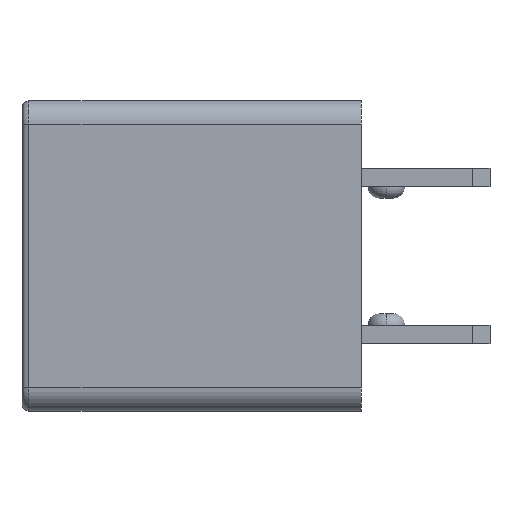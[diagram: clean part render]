
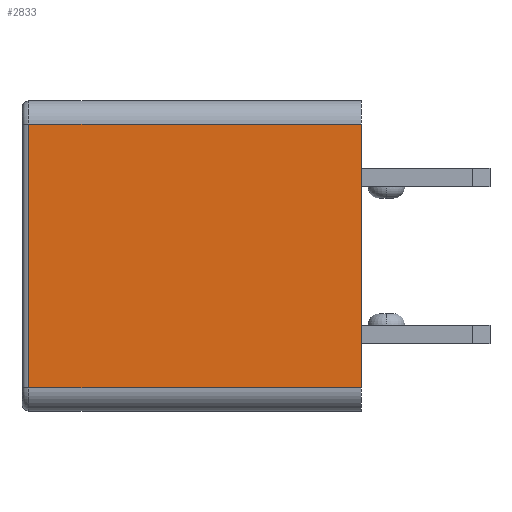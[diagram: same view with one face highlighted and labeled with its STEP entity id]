
A CAD part, left-side view. The second image highlights one B-rep face of the part: STEP entity #2833.
In plain terms, the highlighted planar face has unit normal (-1, 0, 0).
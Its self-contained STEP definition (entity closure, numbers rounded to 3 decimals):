
#147 = VERTEX_POINT ( 'NONE', #3915 ) ;
#192 = CARTESIAN_POINT ( 'NONE',  ( -9.905, 3.535, -2.865 ) ) ;
#468 = EDGE_CURVE ( 'NONE', #5180, #2979, #5050, .T. ) ;
#1048 = LINE ( 'NONE', #6274, #1741 ) ;
#1553 = ORIENTED_EDGE ( 'NONE', *, *, #2041, .T. ) ;
#1663 = PLANE ( 'NONE',  #5379 ) ;
#1741 = VECTOR ( 'NONE', #1957, 1000. ) ;
#1770 = FACE_OUTER_BOUND ( 'NONE', #4007, .T. ) ;
#1833 = CARTESIAN_POINT ( 'NONE',  ( -9.905, -3.685, 2.865 ) ) ;
#1957 = DIRECTION ( 'NONE',  ( 0., -1., 0. ) ) ;
#2041 = EDGE_CURVE ( 'NONE', #2979, #147, #5421, .T. ) ;
#2087 = CARTESIAN_POINT ( 'NONE',  ( -9.905, 3.685, 2.865 ) ) ;
#2116 = ORIENTED_EDGE ( 'NONE', *, *, #468, .T. ) ;
#2252 = VECTOR ( 'NONE', #6219, 1000. ) ;
#2335 = CARTESIAN_POINT ( 'NONE',  ( -9.905, -3.685, -2.865 ) ) ;
#2396 = CARTESIAN_POINT ( 'NONE',  ( -9.905, 3.535, 3.365 ) ) ;
#2680 = DIRECTION ( 'NONE',  ( 1., 0., 0. ) ) ;
#2833 = ADVANCED_FACE ( 'NONE', ( #1770 ), #1663, .F. ) ;
#2979 = VERTEX_POINT ( 'NONE', #1833 ) ;
#3356 = ORIENTED_EDGE ( 'NONE', *, *, #4835, .T. ) ;
#3845 = DIRECTION ( 'NONE',  ( 0., 0., -1. ) ) ;
#3915 = CARTESIAN_POINT ( 'NONE',  ( -9.905, 3.535, 2.865 ) ) ;
#3969 = ORIENTED_EDGE ( 'NONE', *, *, #4271, .T. ) ;
#4007 = EDGE_LOOP ( 'NONE', ( #1553, #3969, #3356, #2116 ) ) ;
#4107 = VECTOR ( 'NONE', #5352, 1000. ) ;
#4230 = CARTESIAN_POINT ( 'NONE',  ( -9.905, -3.685, 3.365 ) ) ;
#4271 = EDGE_CURVE ( 'NONE', #147, #4330, #6603, .T. ) ;
#4330 = VERTEX_POINT ( 'NONE', #192 ) ;
#4835 = EDGE_CURVE ( 'NONE', #4330, #5180, #1048, .T. ) ;
#5050 = LINE ( 'NONE', #4230, #4107 ) ;
#5180 = VERTEX_POINT ( 'NONE', #2335 ) ;
#5332 = VECTOR ( 'NONE', #7045, 1000. ) ;
#5352 = DIRECTION ( 'NONE',  ( 0., 0., 1. ) ) ;
#5379 = AXIS2_PLACEMENT_3D ( 'NONE', #5947, #2680, #3845 ) ;
#5421 = LINE ( 'NONE', #2087, #5332 ) ;
#5947 = CARTESIAN_POINT ( 'NONE',  ( -9.905, 3.685, 3.365 ) ) ;
#6219 = DIRECTION ( 'NONE',  ( 0., 0., -1. ) ) ;
#6274 = CARTESIAN_POINT ( 'NONE',  ( -9.905, 3.685, -2.865 ) ) ;
#6603 = LINE ( 'NONE', #2396, #2252 ) ;
#7045 = DIRECTION ( 'NONE',  ( 0., 1., 0. ) ) ;
